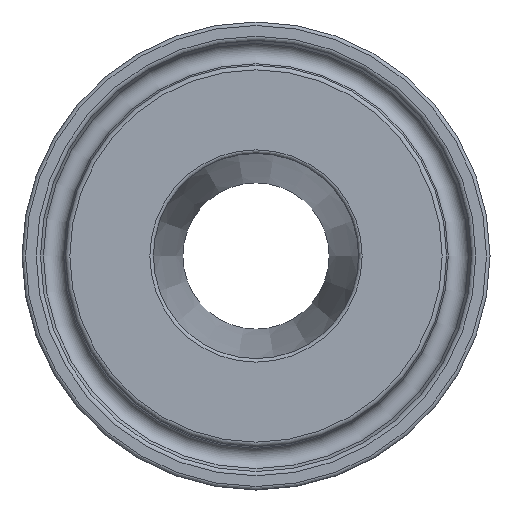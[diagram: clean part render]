
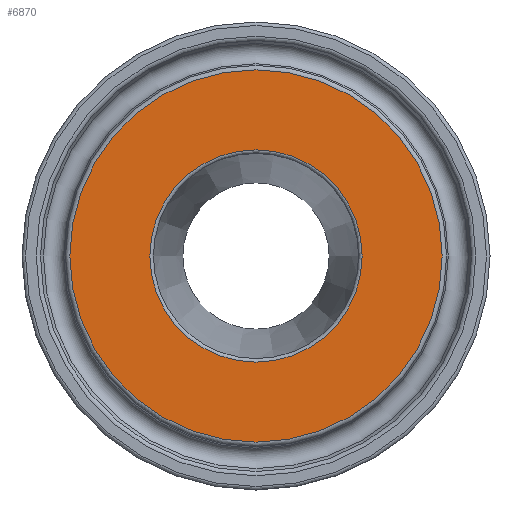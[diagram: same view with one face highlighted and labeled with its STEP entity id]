
A CAD part, left-side view. The second image highlights one B-rep face of the part: STEP entity #6870.
In plain terms, the highlighted planar face has unit normal (-1, 0, 0).
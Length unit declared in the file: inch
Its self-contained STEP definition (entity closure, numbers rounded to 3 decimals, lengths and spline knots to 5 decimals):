
#112=FACE_BOUND('',#1250,.T.);
#289=PLANE('',#7268);
#827=FACE_OUTER_BOUND('',#1249,.T.);
#1249=EDGE_LOOP('',(#6378));
#1250=EDGE_LOOP('',(#6379));
#2363=CIRCLE('',#7267,0.45);
#2364=CIRCLE('',#7269,0.78916);
#3379=VERTEX_POINT('',#14924);
#3380=VERTEX_POINT('',#14927);
#4384=EDGE_CURVE('',#3379,#3379,#2363,.T.);
#4385=EDGE_CURVE('',#3380,#3380,#2364,.T.);
#6378=ORIENTED_EDGE('',*,*,#4385,.F.);
#6379=ORIENTED_EDGE('',*,*,#4384,.F.);
#6870=ADVANCED_FACE('',(#827,#112),#289,.T.);
#7267=AXIS2_PLACEMENT_3D('',#14925,#8529,#8530);
#7268=AXIS2_PLACEMENT_3D('',#14926,#8531,#8532);
#7269=AXIS2_PLACEMENT_3D('',#14928,#8533,#8534);
#8529=DIRECTION('center_axis',(-1.,0.,0.));
#8530=DIRECTION('ref_axis',(0.,-1.,0.));
#8531=DIRECTION('center_axis',(-1.,0.,0.));
#8532=DIRECTION('ref_axis',(0.,0.,1.));
#8533=DIRECTION('center_axis',(1.,0.,0.));
#8534=DIRECTION('ref_axis',(0.,-1.,0.));
#14924=CARTESIAN_POINT('',(0.,0.45,0.));
#14925=CARTESIAN_POINT('Origin',(0.,0.,0.));
#14926=CARTESIAN_POINT('Origin',(0.,0.80316,0.));
#14927=CARTESIAN_POINT('',(0.,0.78916,0.));
#14928=CARTESIAN_POINT('Origin',(0.,0.,0.));
